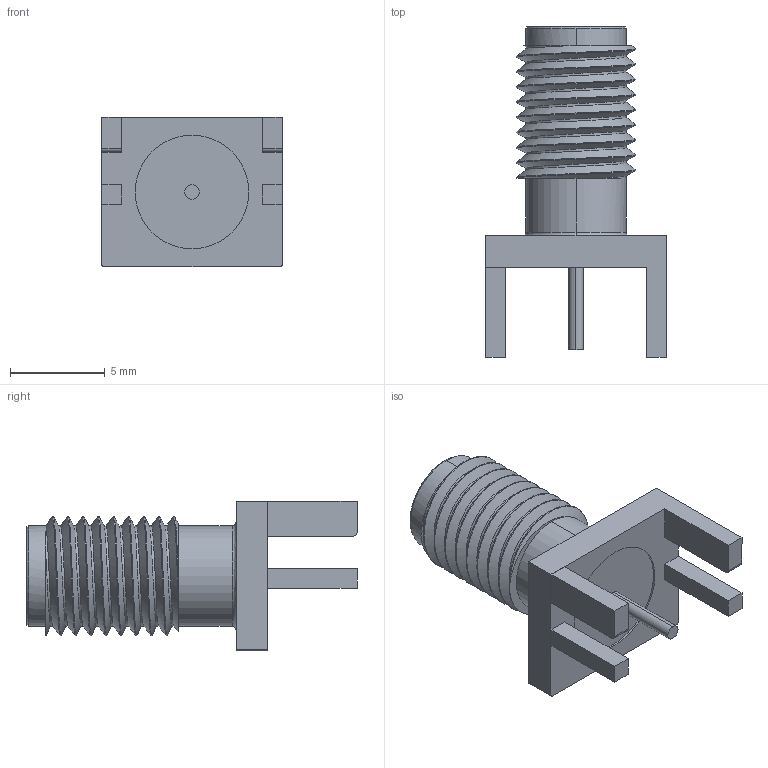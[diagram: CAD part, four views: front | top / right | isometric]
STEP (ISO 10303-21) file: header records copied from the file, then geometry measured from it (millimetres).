
FILE_DESCRIPTION (( 'STEP AP214' ), '1' );
FILE_NAME ('User Library-RP_SMA_PCB.STEP', '2022-02-22T08:38:49', ( '' ), ( '' ), 'SwSTEP 2.0', 'SolidWorks 2021', '' );
FILE_SCHEMA (( 'AUTOMOTIVE_DESIGN' ));
Length unit declared in the file: millimetre
Products named in the file (1): User Library-RP_SMA_PCB
Bounding box: 9.52 x 17.45 x 7.92 mm (x, y, z)
Volume: 387.1 mm3; surface area: 643.5 mm2
Topology: 3 solids, 3 shells, 78 faces, 189 edges, 122 vertices
Faces by surface type: cylinder 35, plane 32, cone 6, bspline 5
Entity records: 4756 total; most frequent: CARTESIAN_POINT 2121, ORIENTED_EDGE 378, DIRECTION 339, EDGE_CURVE 189, VERTEX_POINT 122, AXIS2_PLACEMENT_3D 121, LINE 97, VECTOR 97
